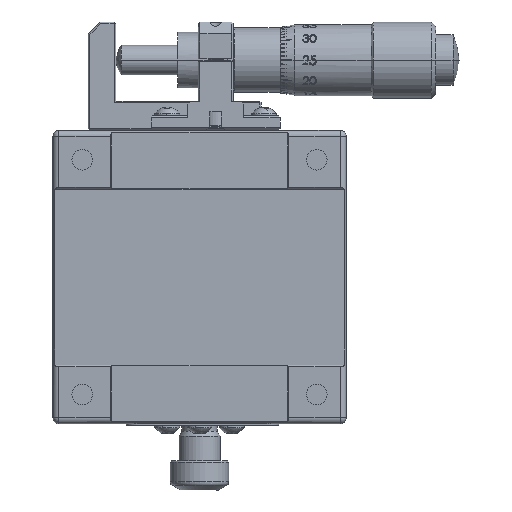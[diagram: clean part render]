
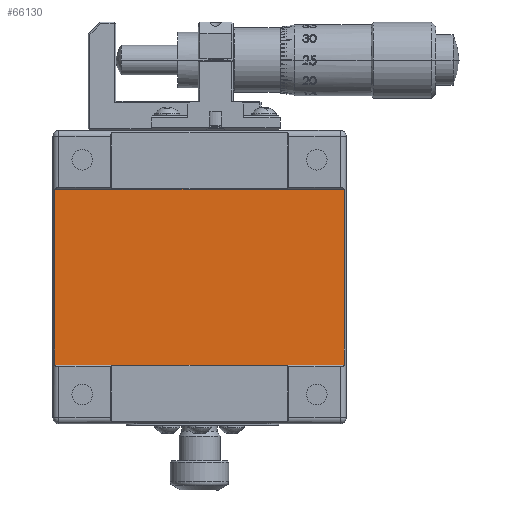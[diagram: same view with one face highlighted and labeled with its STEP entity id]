
A CAD part, front view. The second image highlights one B-rep face of the part: STEP entity #66130.
In plain terms, the highlighted planar face has unit normal (0, -1, 0).
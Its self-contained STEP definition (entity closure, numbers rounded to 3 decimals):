
#2380 = CARTESIAN_POINT ( 'NONE',  ( 11.279, -18.778, 12.064 ) ) ;
#3880 = DIRECTION ( 'NONE',  ( 1., 0., 0. ) ) ;
#10079 = ORIENTED_EDGE ( 'NONE', *, *, #23769, .F. ) ;
#10815 = ORIENTED_EDGE ( 'NONE', *, *, #70156, .T. ) ;
#11054 = CARTESIAN_POINT ( 'NONE',  ( 60.708, -18.778, -17.936 ) ) ;
#12545 = CARTESIAN_POINT ( 'NONE',  ( 10.994, -18.778, 12.064 ) ) ;
#15742 = CARTESIAN_POINT ( 'NONE',  ( 11.279, -18.778, -17.936 ) ) ;
#19322 = CARTESIAN_POINT ( 'NONE',  ( 60.708, -18.778, -17.936 ) ) ;
#19682 = DIRECTION ( 'NONE',  ( 0., 0., -1. ) ) ;
#19876 = VECTOR ( 'NONE', #58333, 1000. ) ;
#21886 = VERTEX_POINT ( 'NONE', #15742 ) ;
#22164 = VECTOR ( 'NONE', #24372, 1000. ) ;
#22938 = CARTESIAN_POINT ( 'NONE',  ( 10.994, -18.778, 12.064 ) ) ;
#23555 = EDGE_LOOP ( 'NONE', ( #10079, #60725, #10815, #62894 ) ) ;
#23769 = EDGE_CURVE ( 'NONE', #25068, #34705, #74282, .T. ) ;
#24372 = DIRECTION ( 'NONE',  ( 0., 0., -1. ) ) ;
#25068 = VERTEX_POINT ( 'NONE', #2380 ) ;
#25253 = VERTEX_POINT ( 'NONE', #11054 ) ;
#25555 = LINE ( 'NONE', #53511, #61069 ) ;
#31718 = LINE ( 'NONE', #19322, #46137 ) ;
#34705 = VERTEX_POINT ( 'NONE', #51287 ) ;
#41095 = LINE ( 'NONE', #52606, #22164 ) ;
#46137 = VECTOR ( 'NONE', #47562, 1000. ) ;
#47562 = DIRECTION ( 'NONE',  ( 0., 0., 1. ) ) ;
#47930 = PLANE ( 'NONE',  #63010 ) ;
#51287 = CARTESIAN_POINT ( 'NONE',  ( 60.708, -18.778, 12.064 ) ) ;
#52606 = CARTESIAN_POINT ( 'NONE',  ( 11.279, -18.778, 12.064 ) ) ;
#53511 = CARTESIAN_POINT ( 'NONE',  ( 10.994, -18.778, -17.936 ) ) ;
#58333 = DIRECTION ( 'NONE',  ( 1., 0., 0. ) ) ;
#60725 = ORIENTED_EDGE ( 'NONE', *, *, #78834, .T. ) ;
#61069 = VECTOR ( 'NONE', #3880, 1000. ) ;
#62199 = DIRECTION ( 'NONE',  ( 0., -1., 0. ) ) ;
#62894 = ORIENTED_EDGE ( 'NONE', *, *, #66427, .T. ) ;
#63010 = AXIS2_PLACEMENT_3D ( 'NONE', #12545, #62199, #19682 ) ;
#66130 = ADVANCED_FACE ( 'NONE', ( #78320 ), #47930, .T. ) ;
#66427 = EDGE_CURVE ( 'NONE', #25253, #34705, #31718, .T. ) ;
#70156 = EDGE_CURVE ( 'NONE', #21886, #25253, #25555, .T. ) ;
#74282 = LINE ( 'NONE', #22938, #19876 ) ;
#78320 = FACE_OUTER_BOUND ( 'NONE', #23555, .T. ) ;
#78834 = EDGE_CURVE ( 'NONE', #25068, #21886, #41095, .T. ) ;
